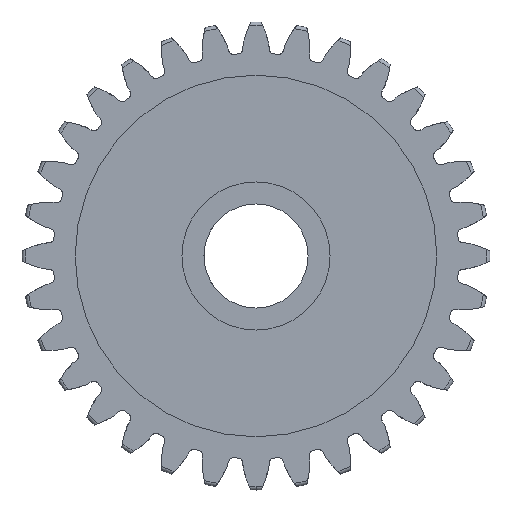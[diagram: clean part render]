
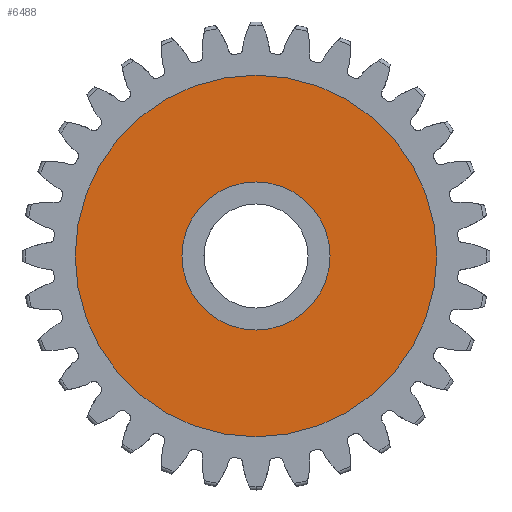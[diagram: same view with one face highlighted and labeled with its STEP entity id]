
A CAD part, left-side view. The second image highlights one B-rep face of the part: STEP entity #6488.
In plain terms, the highlighted planar face has unit normal (-1, 0, 0).
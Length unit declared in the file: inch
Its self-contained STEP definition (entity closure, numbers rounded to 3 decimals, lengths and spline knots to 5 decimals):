
#152 = CIRCLE ( 'NONE', #4994, 0.4105 ) ;
#228 = CARTESIAN_POINT ( 'NONE',  ( -0.0625, 0., -0.4105 ) ) ;
#282 = CARTESIAN_POINT ( 'NONE',  ( -0.0625, 0., 0.4105 ) ) ;
#377 = DIRECTION ( 'NONE',  ( 0., 0., 1. ) ) ;
#800 = VERTEX_POINT ( 'NONE', #282 ) ;
#1705 = AXIS2_PLACEMENT_3D ( 'NONE', #3594, #10360, #4596 ) ;
#1843 = EDGE_CURVE ( 'NONE', #4720, #6904, #10158, .T. ) ;
#2023 = EDGE_CURVE ( 'NONE', #800, #2384, #3818, .T. ) ;
#2288 = CIRCLE ( 'NONE', #1705, 0.16811 ) ;
#2322 = CARTESIAN_POINT ( 'NONE',  ( -0.0625, 0., 0. ) ) ;
#2344 = AXIS2_PLACEMENT_3D ( 'NONE', #7347, #7335, #7322 ) ;
#2384 = VERTEX_POINT ( 'NONE', #228 ) ;
#2832 = ORIENTED_EDGE ( 'NONE', *, *, #2023, .T. ) ;
#3285 = FACE_OUTER_BOUND ( 'NONE', #8481, .T. ) ;
#3304 = DIRECTION ( 'NONE',  ( 0., 0., 1. ) ) ;
#3594 = CARTESIAN_POINT ( 'NONE',  ( -0.0625, 0., 0. ) ) ;
#3818 = CIRCLE ( 'NONE', #2344, 0.4105 ) ;
#4001 = ORIENTED_EDGE ( 'NONE', *, *, #1843, .F. ) ;
#4596 = DIRECTION ( 'NONE',  ( 0., 0., 1. ) ) ;
#4720 = VERTEX_POINT ( 'NONE', #6089 ) ;
#4994 = AXIS2_PLACEMENT_3D ( 'NONE', #2322, #9096, #3304 ) ;
#5262 = PLANE ( 'NONE',  #11772 ) ;
#6089 = CARTESIAN_POINT ( 'NONE',  ( -0.0625, 0., 0.16811 ) ) ;
#6246 = DIRECTION ( 'NONE',  ( -1., 0., 0. ) ) ;
#6488 = ADVANCED_FACE ( 'NONE', ( #10709, #3285 ), #5262, .T. ) ;
#6828 = EDGE_LOOP ( 'NONE', ( #4001, #10741 ) ) ;
#6878 = CARTESIAN_POINT ( 'NONE',  ( -0.0625, 0., -0.16811 ) ) ;
#6904 = VERTEX_POINT ( 'NONE', #6878 ) ;
#7322 = DIRECTION ( 'NONE',  ( 0., 0., 1. ) ) ;
#7335 = DIRECTION ( 'NONE',  ( -1., 0., 0. ) ) ;
#7347 = CARTESIAN_POINT ( 'NONE',  ( -0.0625, 0., 0. ) ) ;
#8481 = EDGE_LOOP ( 'NONE', ( #2832, #11129 ) ) ;
#9096 = DIRECTION ( 'NONE',  ( -1., 0., 0. ) ) ;
#9869 = DIRECTION ( 'NONE',  ( 0., 0., 1. ) ) ;
#9883 = DIRECTION ( 'NONE',  ( -1., 0., 0. ) ) ;
#9906 = CARTESIAN_POINT ( 'NONE',  ( -0.0625, 0., 0. ) ) ;
#10083 = EDGE_CURVE ( 'NONE', #2384, #800, #152, .T. ) ;
#10158 = CIRCLE ( 'NONE', #11528, 0.16811 ) ;
#10360 = DIRECTION ( 'NONE',  ( -1., 0., 0. ) ) ;
#10647 = EDGE_CURVE ( 'NONE', #6904, #4720, #2288, .T. ) ;
#10709 = FACE_BOUND ( 'NONE', #6828, .T. ) ;
#10741 = ORIENTED_EDGE ( 'NONE', *, *, #10647, .F. ) ;
#11060 = CARTESIAN_POINT ( 'NONE',  ( -0.0625, 0., 0. ) ) ;
#11129 = ORIENTED_EDGE ( 'NONE', *, *, #10083, .T. ) ;
#11528 = AXIS2_PLACEMENT_3D ( 'NONE', #9906, #9883, #9869 ) ;
#11772 = AXIS2_PLACEMENT_3D ( 'NONE', #11060, #6246, #377 ) ;
